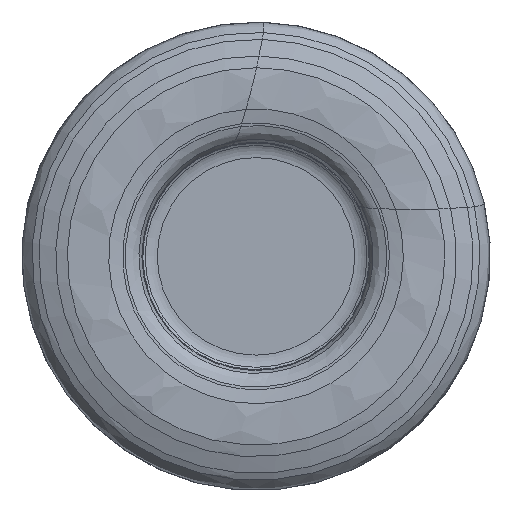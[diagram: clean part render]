
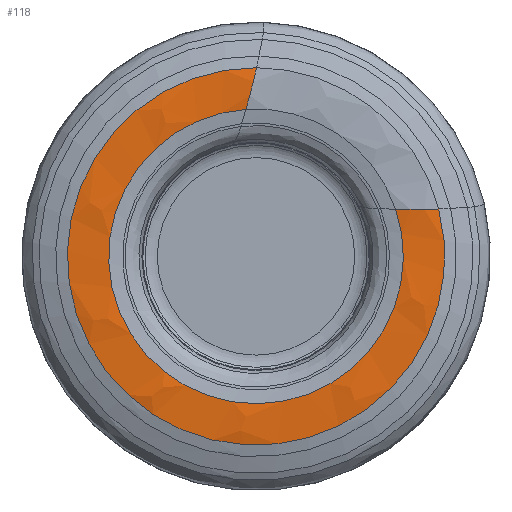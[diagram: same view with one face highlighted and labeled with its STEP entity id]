
A CAD part, left-side view. The second image highlights one B-rep face of the part: STEP entity #118.
In plain terms, the highlighted free-form (B-spline) face has degree [3, 3] with [4, 7] control points.
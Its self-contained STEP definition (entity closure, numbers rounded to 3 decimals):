
#118=ADVANCED_FACE('',(#249),#193,.F.);
#193=(
BOUNDED_SURFACE()
B_SPLINE_SURFACE(3,3,((#1717,#1718,#1719,#1720,#1721,#1722,#1723),(#1724,
#1725,#1726,#1727,#1728,#1729,#1730),(#1731,#1732,#1733,#1734,#1735,#1736,
#1737),(#1738,#1739,#1740,#1741,#1742,#1743,#1744)),.UNSPECIFIED.,.F.,.F.,
 .F.)
B_SPLINE_SURFACE_WITH_KNOTS((4,4),(4,3,4),(0.,1.),(0.,0.5,1.),
 .UNSPECIFIED.)
GEOMETRIC_REPRESENTATION_ITEM()
RATIONAL_B_SPLINE_SURFACE(((1.,0.548,0.548,1.,0.548,
0.548,1.),(0.986,0.541,0.541,
0.986,0.541,0.541,0.986),
(0.986,0.541,0.541,0.986,
0.541,0.541,0.986),(1.,0.548,
0.548,1.,0.548,0.548,1.)))
REPRESENTATION_ITEM('')
SURFACE()
);
#249=FACE_OUTER_BOUND('',#307,.T.);
#307=EDGE_LOOP('',(#538,#539,#540,#541));
#410=CIRCLE('',#1035,6.915);
#411=CIRCLE('',#1036,8.857);
#412=CIRCLE('',#1037,5.);
#413=CIRCLE('',#1038,5.);
#538=ORIENTED_EDGE('',*,*,#859,.F.);
#539=ORIENTED_EDGE('',*,*,#860,.T.);
#540=ORIENTED_EDGE('',*,*,#856,.T.);
#541=ORIENTED_EDGE('',*,*,#861,.T.);
#770=VERTEX_POINT('',#1694);
#771=VERTEX_POINT('',#1695);
#772=VERTEX_POINT('',#1713);
#773=VERTEX_POINT('',#1714);
#856=EDGE_CURVE('',#770,#771,#410,.T.);
#859=EDGE_CURVE('',#772,#773,#411,.T.);
#860=EDGE_CURVE('',#772,#770,#412,.T.);
#861=EDGE_CURVE('',#771,#773,#413,.T.);
#1035=AXIS2_PLACEMENT_3D('',#1693,#1192,#1193);
#1036=AXIS2_PLACEMENT_3D('',#1712,#1196,#1197);
#1037=AXIS2_PLACEMENT_3D('',#1715,#1198,#1199);
#1038=AXIS2_PLACEMENT_3D('',#1716,#1200,#1201);
#1192=DIRECTION('',(1.,0.,0.));
#1193=DIRECTION('',(0.,-0.947,0.32));
#1196=DIRECTION('',(1.,0.,0.));
#1197=DIRECTION('',(0.,-0.968,0.251));
#1198=DIRECTION('',(0.174,0.,-0.985));
#1199=DIRECTION('',(0.985,0.,0.174));
#1200=DIRECTION('',(-0.174,0.953,0.25));
#1201=DIRECTION('',(0.985,0.168,0.044));
#1693=CARTESIAN_POINT('',(0.075,0.,0.));
#1694=CARTESIAN_POINT('',(0.075,-6.552,2.213));
#1695=CARTESIAN_POINT('',(0.075,0.478,6.899));
#1712=CARTESIAN_POINT('',(0.133,0.,0.));
#1713=CARTESIAN_POINT('',(0.133,-8.573,2.223));
#1714=CARTESIAN_POINT('',(0.133,-0.025,8.857));
#1715=CARTESIAN_POINT('',(4.924,-7.42,3.068));
#1716=CARTESIAN_POINT('',(4.924,1.085,7.956));
#1717=CARTESIAN_POINT('',(0.075,-6.552,2.213));
#1718=CARTESIAN_POINT('',(0.075,-9.098,-5.325));
#1719=CARTESIAN_POINT('',(0.075,-2.785,-10.167));
#1720=CARTESIAN_POINT('',(0.075,3.835,-5.754));
#1721=CARTESIAN_POINT('',(0.075,10.456,-1.342));
#1722=CARTESIAN_POINT('',(0.075,8.416,6.349));
#1723=CARTESIAN_POINT('',(0.075,0.478,6.899));
#1724=CARTESIAN_POINT('',(-0.042,-7.225,2.193));
#1725=CARTESIAN_POINT('',(-0.042,-9.747,-6.12));
#1726=CARTESIAN_POINT('',(-0.042,-2.694,-11.189));
#1727=CARTESIAN_POINT('',(-0.042,4.381,-6.149));
#1728=CARTESIAN_POINT('',(-0.042,11.456,-1.109));
#1729=CARTESIAN_POINT('',(-0.042,8.968,7.214));
#1730=CARTESIAN_POINT('',(-0.042,0.288,7.545));
#1731=CARTESIAN_POINT('',(-0.023,-7.908,2.196));
#1732=CARTESIAN_POINT('',(-0.023,-10.434,-6.902));
#1733=CARTESIAN_POINT('',(-0.023,-2.638,-12.229));
#1734=CARTESIAN_POINT('',(-0.023,4.92,-6.569));
#1735=CARTESIAN_POINT('',(-0.023,12.478,-0.909));
#1736=CARTESIAN_POINT('',(-0.023,9.559,8.071));
#1737=CARTESIAN_POINT('',(-0.023,0.118,8.206));
#1738=CARTESIAN_POINT('',(0.133,-8.573,2.223));
#1739=CARTESIAN_POINT('',(0.133,-11.131,-7.64));
#1740=CARTESIAN_POINT('',(0.133,-2.621,-13.244));
#1741=CARTESIAN_POINT('',(0.133,5.429,-6.997));
#1742=CARTESIAN_POINT('',(0.133,13.48,-0.75));
#1743=CARTESIAN_POINT('',(0.133,10.165,8.885));
#1744=CARTESIAN_POINT('',(0.133,-0.025,8.857));
